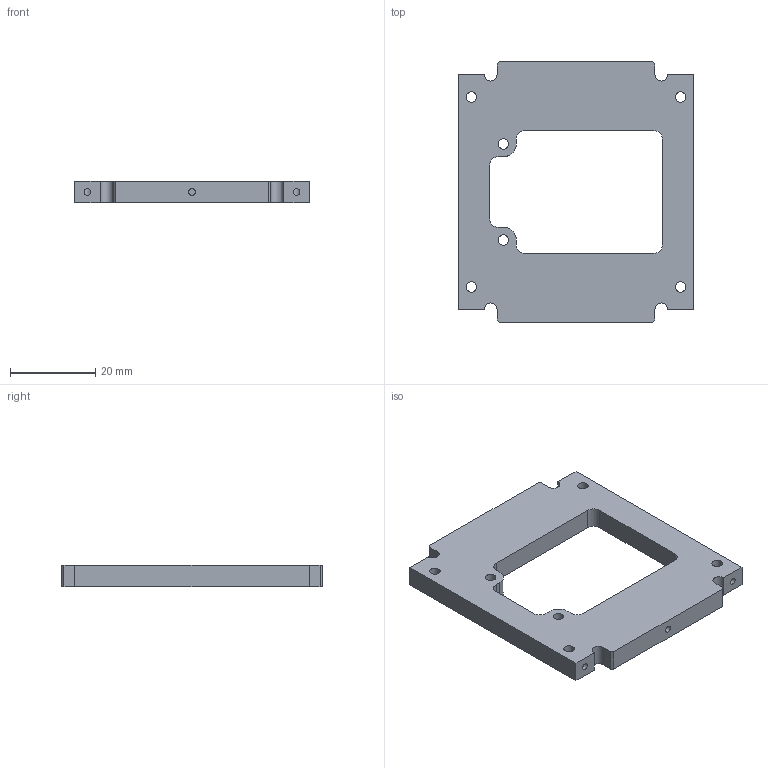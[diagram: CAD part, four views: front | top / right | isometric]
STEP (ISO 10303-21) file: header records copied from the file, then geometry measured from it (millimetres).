
FILE_DESCRIPTION(/* description */ (''),/* implementation_level */ '2;1');
FILE_NAME(/* name */ 'HeadUpperFrame.stp',/* time_stamp */ '2024-06-15T13:24:09+09:00',/* author */ ('masato'),/* organization */ (''),/* preprocessor_version */ 'ST-DEVELOPER v20',/* originating_system */ 'Autodesk Inventor 2024',/* authorisation */ '');
FILE_SCHEMA (('AUTOMOTIVE_DESIGN { 1 0 10303 214 3 1 1 }'));
Length unit declared in the file: millimetre
Products named in the file (1): HeadUpperFrame
Bounding box: 55 x 61 x 5 mm (x, y, z)
Volume: 10523.5 mm3; surface area: 6430.8 mm2
Topology: 1 solids, 1 shells, 52 faces, 148 edges, 100 vertices
Faces by surface type: plane 28, cylinder 24
Full cylindrical faces by diameter (mm): 1.567 x6, 2.459 x6
Entity records: 1915 total; most frequent: CARTESIAN_POINT 437, ORIENTED_EDGE 296, DIRECTION 290, EDGE_CURVE 148, VERTEX_POINT 100, AXIS2_PLACEMENT_3D 97, LINE 96, VECTOR 96
